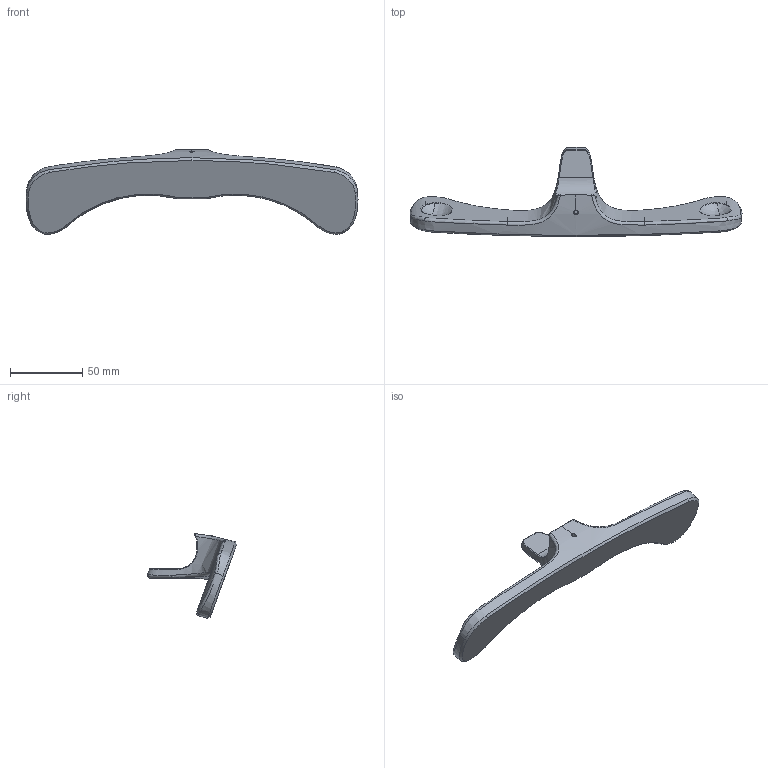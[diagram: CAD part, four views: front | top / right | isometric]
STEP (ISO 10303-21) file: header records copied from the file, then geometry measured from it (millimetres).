
FILE_DESCRIPTION (( 'STEP AP203' ), '1' );
FILE_NAME ('Display Stand REF2019.STEP', '2025-11-29T16:59:57', ( '' ), ( '' ), 'SwSTEP 2.0', 'SolidWorks 2025', '' );
FILE_SCHEMA (( 'CONFIG_CONTROL_DESIGN' ));
Length unit declared in the file: millimetre
Products named in the file (1): Display Stand REF2019
Bounding box: 230.43 x 61.94 x 58.76 mm (x, y, z)
Volume: 95986.9 mm3; surface area: 23238.3 mm2
Topology: 1 solids, 1 shells, 90 faces, 222 edges, 132 vertices
Faces by surface type: bspline 70, cylinder 9, plane 9, sphere 2
Entity records: 15182 total; most frequent: CARTESIAN_POINT 13569, ORIENTED_EDGE 436, EDGE_CURVE 218, B_SPLINE_CURVE_WITH_KNOTS 159, DIRECTION 138, VERTEX_POINT 130, FACE_OUTER_BOUND 90, EDGE_LOOP 90
